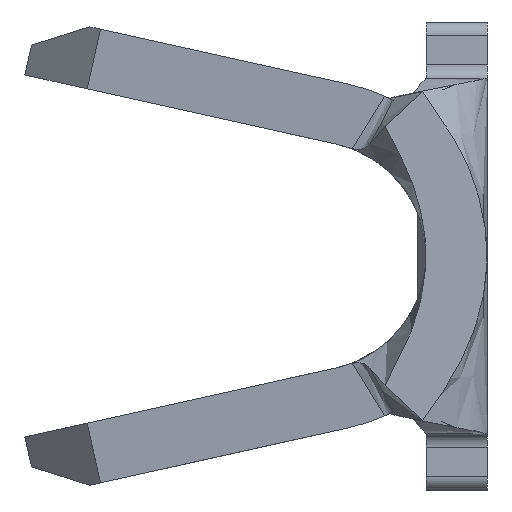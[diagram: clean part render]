
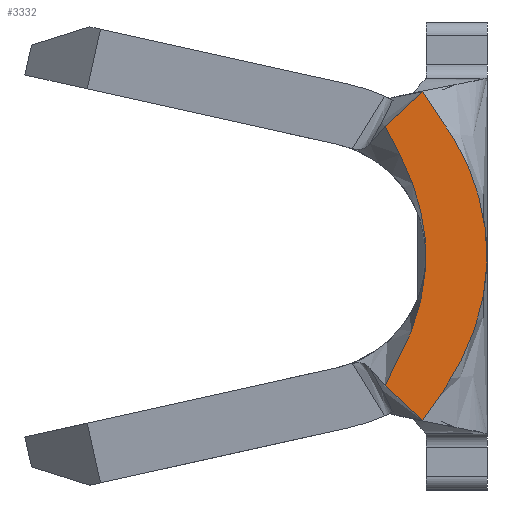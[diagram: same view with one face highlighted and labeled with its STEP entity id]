
A CAD part, left-side view. The second image highlights one B-rep face of the part: STEP entity #3332.
In plain terms, the highlighted planar face has unit normal (-1, 0, 0).
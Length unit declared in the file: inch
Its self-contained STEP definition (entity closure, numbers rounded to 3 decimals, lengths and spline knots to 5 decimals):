
#24 = CARTESIAN_POINT ( 'NONE',  ( -0.512, 0.0534, 0.06792 ) ) ;
#32 = CARTESIAN_POINT ( 'NONE',  ( -0.512, 0.03256, -0.01212 ) ) ;
#82 = B_SPLINE_CURVE_WITH_KNOTS ( 'NONE', 3,
 ( #2743, #5886, #128, #3815, #649, #4331, #1174, #4858, #1700, #5377, #2239, #5906, #2763, #6425 ),
 .UNSPECIFIED., .F., .F.,
 ( 4, 2, 2, 2, 2, 2, 4 ),
 ( 0., 0.00118, 0.00177, 0.00236, 0.00296, 0.00355, 0.00473 ),
 .UNSPECIFIED. ) ;
#128 = CARTESIAN_POINT ( 'NONE',  ( -0.512, 0.01581, 0.06053 ) ) ;
#502 = DIRECTION ( 'NONE',  ( 0., 0., 1. ) ) ;
#552 = CARTESIAN_POINT ( 'NONE',  ( -0.512, 0.03199, 0.00579 ) ) ;
#649 = CARTESIAN_POINT ( 'NONE',  ( -0.512, 0.00419, 0.03145 ) ) ;
#693 = CARTESIAN_POINT ( 'NONE',  ( -0.512, 0.0339, -0.08606 ) ) ;
#918 = CARTESIAN_POINT ( 'NONE',  ( -0.512, 0.0339, 0.08606 ) ) ;
#1036 = CARTESIAN_POINT ( 'NONE',  ( -0.512, 0.0339, -0.08606 ) ) ;
#1061 = CARTESIAN_POINT ( 'NONE',  ( -0.512, 0.04988, 0.07104 ) ) ;
#1065 = CARTESIAN_POINT ( 'NONE',  ( -0.512, 0.03462, 0.02371 ) ) ;
#1069 = EDGE_CURVE ( 'NONE', #4920, #3302, #1918, .T. ) ;
#1174 = CARTESIAN_POINT ( 'NONE',  ( -0.512, 0.00002, 0.00822 ) ) ;
#1508 = CARTESIAN_POINT ( 'NONE',  ( -0.512, 0.0534, -0.06792 ) ) ;
#1566 = CARTESIAN_POINT ( 'NONE',  ( -0.512, 0.04073, -0.07947 ) ) ;
#1600 = CARTESIAN_POINT ( 'NONE',  ( -0.512, 0.0464, 0.07421 ) ) ;
#1604 = CARTESIAN_POINT ( 'NONE',  ( -0.512, 0.04199, 0.04653 ) ) ;
#1700 = CARTESIAN_POINT ( 'NONE',  ( -0.512, 0.00081, -0.01551 ) ) ;
#1732 = EDGE_LOOP ( 'NONE', ( #1859, #2388, #4152, #5831 ) ) ;
#1806 = VERTEX_POINT ( 'NONE', #5242 ) ;
#1859 = ORIENTED_EDGE ( 'NONE', *, *, #3991, .F. ) ;
#1918 = B_SPLINE_CURVE_WITH_KNOTS ( 'NONE', 3,
 ( #1036, #2077, #4193, #4725, #1566, #5245, #2103, #5760, #2622, #6289 ),
 .UNSPECIFIED., .F., .F.,
 ( 4, 3, 3, 4 ),
 ( 0., 0.00018, 0.00036, 0.00068 ),
 .UNSPECIFIED. ) ;
#2077 = CARTESIAN_POINT ( 'NONE',  ( -0.512, 0.03559, -0.0844 ) ) ;
#2103 = CARTESIAN_POINT ( 'NONE',  ( -0.512, 0.0442, -0.07624 ) ) ;
#2127 = CARTESIAN_POINT ( 'NONE',  ( -0.512, 0.04294, 0.07741 ) ) ;
#2134 = CARTESIAN_POINT ( 'NONE',  ( -0.512, 0.0534, 0.06792 ) ) ;
#2239 = CARTESIAN_POINT ( 'NONE',  ( -0.512, 0.00642, -0.03839 ) ) ;
#2388 = ORIENTED_EDGE ( 'NONE', *, *, #3893, .F. ) ;
#2509 = B_SPLINE_CURVE_WITH_KNOTS ( 'NONE', 3,
 ( #24, #4224, #1061, #4760, #1600, #5272, #2127, #5797, #2655, #6314 ),
 .UNSPECIFIED., .F., .F.,
 ( 4, 3, 3, 4 ),
 ( 0., 0.00018, 0.00036, 0.00068 ),
 .UNSPECIFIED. ) ;
#2622 = CARTESIAN_POINT ( 'NONE',  ( -0.512, 0.0503, -0.07065 ) ) ;
#2634 = CARTESIAN_POINT ( 'NONE',  ( -0.512, 0.04211, -0.04678 ) ) ;
#2655 = CARTESIAN_POINT ( 'NONE',  ( -0.512, 0.03687, 0.08314 ) ) ;
#2743 = CARTESIAN_POINT ( 'NONE',  ( -0.512, 0.0339, 0.08606 ) ) ;
#2763 = CARTESIAN_POINT ( 'NONE',  ( -0.512, 0.02435, -0.07346 ) ) ;
#3179 = CARTESIAN_POINT ( 'NONE',  ( -0.512, 0.03468, -0.02399 ) ) ;
#3302 = VERTEX_POINT ( 'NONE', #1508 ) ;
#3332 = ADVANCED_FACE ( 'NONE', ( #5933 ), #6788, .T. ) ;
#3453 = AXIS2_PLACEMENT_3D ( 'NONE', #5211, #3659, #502 ) ;
#3659 = DIRECTION ( 'NONE',  ( -1., 0., 0. ) ) ;
#3708 = CARTESIAN_POINT ( 'NONE',  ( -0.512, 0.03201, -0.00617 ) ) ;
#3815 = CARTESIAN_POINT ( 'NONE',  ( -0.512, 0.00666, 0.03904 ) ) ;
#3893 = EDGE_CURVE ( 'NONE', #1806, #4179, #2509, .T. ) ;
#3953 = B_SPLINE_CURVE_WITH_KNOTS ( 'NONE', 3,
 ( #5254, #5779, #2634, #6301, #3179, #32, #3708, #552, #4230, #1065, #4766, #1604, #5279, #2134 ),
 .UNSPECIFIED., .F., .F.,
 ( 4, 2, 2, 2, 2, 2, 4 ),
 ( 0., 0.00091, 0.00136, 0.00182, 0.00227, 0.00273, 0.00363 ),
 .UNSPECIFIED. ) ;
#3991 = EDGE_CURVE ( 'NONE', #4179, #4920, #82, .T. ) ;
#4152 = ORIENTED_EDGE ( 'NONE', *, *, #4384, .F. ) ;
#4179 = VERTEX_POINT ( 'NONE', #918 ) ;
#4193 = CARTESIAN_POINT ( 'NONE',  ( -0.512, 0.0373, -0.08275 ) ) ;
#4224 = CARTESIAN_POINT ( 'NONE',  ( -0.512, 0.05164, 0.06947 ) ) ;
#4230 = CARTESIAN_POINT ( 'NONE',  ( -0.512, 0.03252, 0.01184 ) ) ;
#4331 = CARTESIAN_POINT ( 'NONE',  ( -0.512, 0.00088, 0.01602 ) ) ;
#4384 = EDGE_CURVE ( 'NONE', #3302, #1806, #3953, .T. ) ;
#4725 = CARTESIAN_POINT ( 'NONE',  ( -0.512, 0.03901, -0.08111 ) ) ;
#4760 = CARTESIAN_POINT ( 'NONE',  ( -0.512, 0.04814, 0.07263 ) ) ;
#4766 = CARTESIAN_POINT ( 'NONE',  ( -0.512, 0.03616, 0.02951 ) ) ;
#4858 = CARTESIAN_POINT ( 'NONE',  ( -0.512, -0.00002, -0.00754 ) ) ;
#4920 = VERTEX_POINT ( 'NONE', #693 ) ;
#5211 = CARTESIAN_POINT ( 'NONE',  ( -0.512, 0.242, -0.093 ) ) ;
#5242 = CARTESIAN_POINT ( 'NONE',  ( -0.512, 0.0534, 0.06792 ) ) ;
#5245 = CARTESIAN_POINT ( 'NONE',  ( -0.512, 0.04246, -0.07785 ) ) ;
#5254 = CARTESIAN_POINT ( 'NONE',  ( -0.512, 0.0534, -0.06792 ) ) ;
#5272 = CARTESIAN_POINT ( 'NONE',  ( -0.512, 0.04466, 0.0758 ) ) ;
#5279 = CARTESIAN_POINT ( 'NONE',  ( -0.512, 0.04754, 0.05736 ) ) ;
#5377 = CARTESIAN_POINT ( 'NONE',  ( -0.512, 0.00403, -0.03088 ) ) ;
#5760 = CARTESIAN_POINT ( 'NONE',  ( -0.512, 0.04724, -0.07343 ) ) ;
#5779 = CARTESIAN_POINT ( 'NONE',  ( -0.512, 0.04758, -0.05742 ) ) ;
#5797 = CARTESIAN_POINT ( 'NONE',  ( -0.512, 0.03989, 0.08025 ) ) ;
#5831 = ORIENTED_EDGE ( 'NONE', *, *, #1069, .F. ) ;
#5886 = CARTESIAN_POINT ( 'NONE',  ( -0.512, 0.0244, 0.07354 ) ) ;
#5906 = CARTESIAN_POINT ( 'NONE',  ( -0.512, 0.01566, -0.06034 ) ) ;
#5933 = FACE_OUTER_BOUND ( 'NONE', #1732, .T. ) ;
#6289 = CARTESIAN_POINT ( 'NONE',  ( -0.512, 0.0534, -0.06792 ) ) ;
#6301 = CARTESIAN_POINT ( 'NONE',  ( -0.512, 0.03626, -0.02984 ) ) ;
#6314 = CARTESIAN_POINT ( 'NONE',  ( -0.512, 0.0339, 0.08606 ) ) ;
#6425 = CARTESIAN_POINT ( 'NONE',  ( -0.512, 0.0339, -0.08606 ) ) ;
#6788 = PLANE ( 'NONE',  #3453 ) ;
